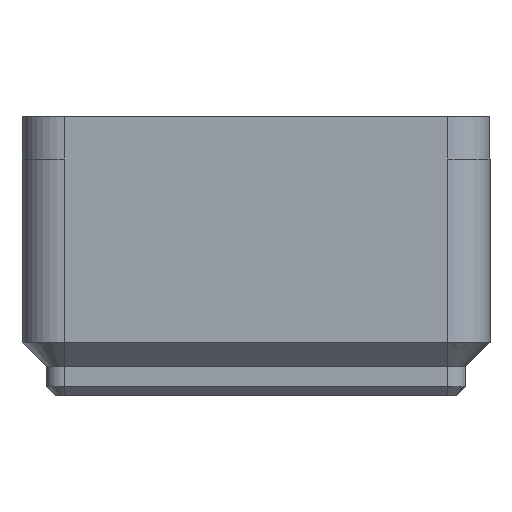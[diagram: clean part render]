
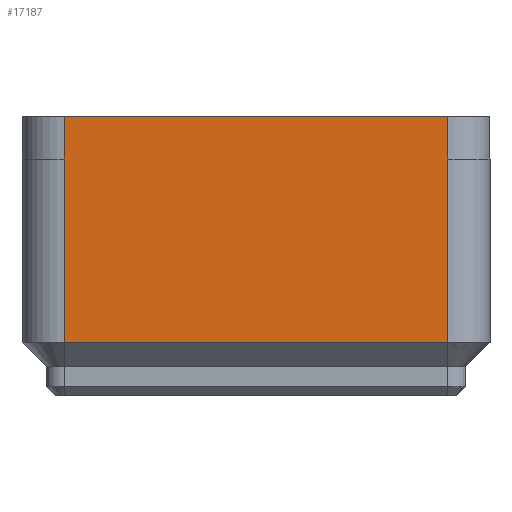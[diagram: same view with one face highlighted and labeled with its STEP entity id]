
A CAD part, front view. The second image highlights one B-rep face of the part: STEP entity #17187.
In plain terms, the highlighted planar face has unit normal (0, -1, 0).
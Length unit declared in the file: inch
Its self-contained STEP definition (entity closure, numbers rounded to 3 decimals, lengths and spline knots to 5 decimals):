
#2788=FACE_OUTER_BOUND('',#3817,.T.);
#3817=EDGE_LOOP('',(#15863,#15864,#15865,#15866,#15867,#15868));
#5147=LINE('',#33940,#6542);
#5193=LINE('',#34107,#6588);
#5198=LINE('',#34119,#6593);
#5200=LINE('',#34126,#6595);
#5206=LINE('',#34141,#6601);
#5208=LINE('',#34146,#6603);
#6542=VECTOR('',#20121,0.3937);
#6588=VECTOR('',#20253,0.3937);
#6593=VECTOR('',#20264,0.3937);
#6595=VECTOR('',#20272,0.3937);
#6601=VECTOR('',#20290,0.3937);
#6603=VECTOR('',#20298,0.3937);
#8213=VERTEX_POINT('',#33934);
#8214=VERTEX_POINT('',#33938);
#8247=VERTEX_POINT('',#34104);
#8248=VERTEX_POINT('',#34106);
#8252=VERTEX_POINT('',#34118);
#8254=VERTEX_POINT('',#34124);
#10707=EDGE_CURVE('',#8213,#8214,#5147,.T.);
#10770=EDGE_CURVE('',#8248,#8247,#5193,.T.);
#10776=EDGE_CURVE('',#8248,#8252,#5198,.T.);
#10780=EDGE_CURVE('',#8254,#8247,#5200,.T.);
#10788=EDGE_CURVE('',#8213,#8254,#5206,.T.);
#10790=EDGE_CURVE('',#8252,#8214,#5208,.T.);
#15863=ORIENTED_EDGE('',*,*,#10788,.F.);
#15864=ORIENTED_EDGE('',*,*,#10707,.T.);
#15865=ORIENTED_EDGE('',*,*,#10790,.F.);
#15866=ORIENTED_EDGE('',*,*,#10776,.F.);
#15867=ORIENTED_EDGE('',*,*,#10770,.T.);
#15868=ORIENTED_EDGE('',*,*,#10780,.F.);
#16228=PLANE('',#17772);
#17187=ADVANCED_FACE('',(#2788),#16228,.T.);
#17772=AXIS2_PLACEMENT_3D('',#34155,#20311,#20312);
#20121=DIRECTION('',(1.,0.,0.));
#20253=DIRECTION('',(-1.,0.,0.));
#20264=DIRECTION('',(0.,0.,-1.));
#20272=DIRECTION('',(0.,0.,1.));
#20290=DIRECTION('',(0.,0.,1.));
#20298=DIRECTION('',(0.,0.,-1.));
#20311=DIRECTION('center_axis',(0.,-1.,0.));
#20312=DIRECTION('ref_axis',(1.,0.,0.));
#33934=CARTESIAN_POINT('',(0.14764,0.,0.));
#33938=CARTESIAN_POINT('',(1.48622,0.,0.));
#33940=CARTESIAN_POINT('',(0.,0.,0.));
#34104=CARTESIAN_POINT('',(0.14764,0.,0.78937));
#34106=CARTESIAN_POINT('',(1.48622,0.,0.78937));
#34107=CARTESIAN_POINT('',(0.40846,0.,0.78937));
#34118=CARTESIAN_POINT('',(1.48622,0.,0.63976));
#34119=CARTESIAN_POINT('',(1.48622,0.,0.63976));
#34124=CARTESIAN_POINT('',(0.14764,0.,0.63976));
#34126=CARTESIAN_POINT('',(0.14764,0.,0.63976));
#34141=CARTESIAN_POINT('',(0.14764,0.,0.));
#34146=CARTESIAN_POINT('',(1.48622,0.,0.));
#34155=CARTESIAN_POINT('Origin',(0.,0.,0.));
